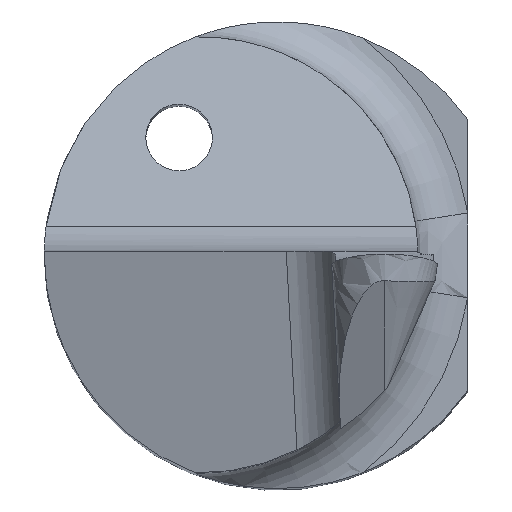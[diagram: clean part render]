
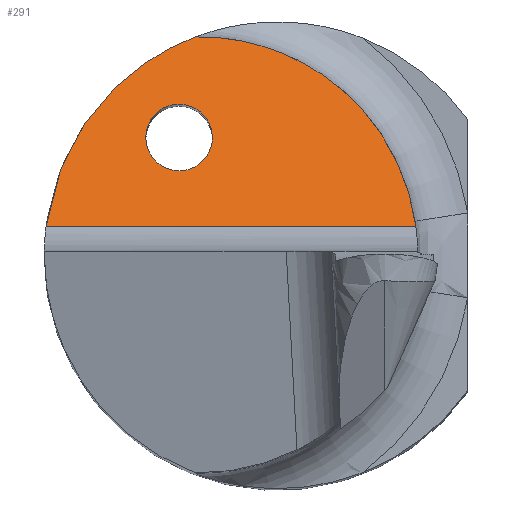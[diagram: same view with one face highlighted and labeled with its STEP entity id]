
A CAD part, top view. The second image highlights one B-rep face of the part: STEP entity #291.
In plain terms, the highlighted planar face has unit normal (0, 0.766, 0.643).
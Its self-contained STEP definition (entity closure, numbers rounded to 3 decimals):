
#1 = CARTESIAN_POINT ( 'NONE',  ( -1.236, 3.274, 16.001 ) ) ;
#24 = PLANE ( 'NONE',  #228 ) ;
#27 = CARTESIAN_POINT ( 'NONE',  ( -0.978, 1.762, 17.803 ) ) ;
#78 = EDGE_LOOP ( 'NONE', ( #1180, #606 ) ) ;
#80 = VERTEX_POINT ( 'NONE', #713 ) ;
#86 = CARTESIAN_POINT ( 'NONE',  ( -0.978, 2.762, 16.611 ) ) ;
#116 = FACE_BOUND ( 'NONE', #78, .T. ) ;
#172 = VERTEX_POINT ( 'NONE', #672 ) ;
#199 = CARTESIAN_POINT ( 'NONE',  ( -3.5, 0.424, 19.397 ) ) ;
#228 = AXIS2_PLACEMENT_3D ( 'NONE', #199, #683, #969 ) ;
#242 = EDGE_CURVE ( 'NONE', #80, #339, #727, .T. ) ;
#256 =( BOUNDED_CURVE ( )  B_SPLINE_CURVE ( 3, ( #408, #720, #1197, #27 ),
 .UNSPECIFIED., .F., .F. ) 
 B_SPLINE_CURVE_WITH_KNOTS ( ( 4, 4 ),
 ( 1.571, 4.712 ),
 .UNSPECIFIED. ) 
 CURVE ( )  GEOMETRIC_REPRESENTATION_ITEM ( )  RATIONAL_B_SPLINE_CURVE ( ( 1., 0.333, 0.333, 1. ) ) 
 REPRESENTATION_ITEM ( '' )  );
#291 = ADVANCED_FACE ( 'NONE', ( #116, #895 ), #24, .F. ) ;
#314 = ORIENTED_EDGE ( 'NONE', *, *, #431, .T. ) ;
#339 = VERTEX_POINT ( 'NONE', #638 ) ;
#382 =( BOUNDED_CURVE ( )  B_SPLINE_CURVE ( 3, ( #1203, #824, #1217, #539 ),
 .UNSPECIFIED., .F., .T. ) 
 B_SPLINE_CURVE_WITH_KNOTS ( ( 4, 4 ),
 ( 6.265, 7.724 ),
 .UNSPECIFIED. ) 
 CURVE ( )  GEOMETRIC_REPRESENTATION_ITEM ( )  RATIONAL_B_SPLINE_CURVE ( ( 1., 0.83, 0.83, 1. ) ) 
 REPRESENTATION_ITEM ( '' )  );
#390 = VECTOR ( 'NONE', #802, 1000. ) ;
#408 = CARTESIAN_POINT ( 'NONE',  ( -1.978, 1.762, 17.803 ) ) ;
#409 = EDGE_CURVE ( 'NONE', #339, #80, #256, .T. ) ;
#426 = LINE ( 'NONE', #808, #390 ) ;
#431 = EDGE_CURVE ( 'NONE', #172, #1216, #426, .T. ) ;
#483 = EDGE_CURVE ( 'NONE', #1099, #1216, #382, .T. ) ;
#489 = CARTESIAN_POINT ( 'NONE',  ( -0.978, 1.762, 17.803 ) ) ;
#517 =( BOUNDED_CURVE ( )  B_SPLINE_CURVE ( 3, ( #725, #833, #1225, #652 ),
 .UNSPECIFIED., .F., .T. ) 
 B_SPLINE_CURVE_WITH_KNOTS ( ( 4, 4 ),
 ( 4.834, 5.922 ),
 .UNSPECIFIED. ) 
 CURVE ( )  GEOMETRIC_REPRESENTATION_ITEM ( )  RATIONAL_B_SPLINE_CURVE ( ( 1., 0.904, 0.904, 1. ) ) 
 REPRESENTATION_ITEM ( '' )  );
#539 = CARTESIAN_POINT ( 'NONE',  ( 2.072, 0.424, 19.397 ) ) ;
#606 = ORIENTED_EDGE ( 'NONE', *, *, #242, .F. ) ;
#638 = CARTESIAN_POINT ( 'NONE',  ( -1.978, 1.762, 17.803 ) ) ;
#639 = EDGE_CURVE ( 'NONE', #172, #1099, #517, .T. ) ;
#652 = CARTESIAN_POINT ( 'NONE',  ( -1.236, 3.274, 16.001 ) ) ;
#672 = CARTESIAN_POINT ( 'NONE',  ( -3.474, 0.424, 19.397 ) ) ;
#683 = DIRECTION ( 'NONE',  ( 0., -0.766, -0.643 ) ) ;
#695 = EDGE_LOOP ( 'NONE', ( #314, #918, #922 ) ) ;
#713 = CARTESIAN_POINT ( 'NONE',  ( -0.978, 1.762, 17.803 ) ) ;
#720 = CARTESIAN_POINT ( 'NONE',  ( -1.978, 0.762, 18.995 ) ) ;
#725 = CARTESIAN_POINT ( 'NONE',  ( -3.474, 0.424, 19.397 ) ) ;
#727 =( BOUNDED_CURVE ( )  B_SPLINE_CURVE ( 3, ( #489, #86, #859, #868 ),
 .UNSPECIFIED., .F., .T. ) 
 B_SPLINE_CURVE_WITH_KNOTS ( ( 4, 4 ),
 ( 4.712, 7.854 ),
 .UNSPECIFIED. ) 
 CURVE ( )  GEOMETRIC_REPRESENTATION_ITEM ( )  RATIONAL_B_SPLINE_CURVE ( ( 1., 0.333, 0.333, 1. ) ) 
 REPRESENTATION_ITEM ( '' )  );
#802 = DIRECTION ( 'NONE',  ( 1., 0., 0. ) ) ;
#808 = CARTESIAN_POINT ( 'NONE',  ( -3.5, 0.424, 19.397 ) ) ;
#824 = CARTESIAN_POINT ( 'NONE',  ( 0.517, 3.307, 15.962 ) ) ;
#833 = CARTESIAN_POINT ( 'NONE',  ( -3.312, 1.751, 17.816 ) ) ;
#859 = CARTESIAN_POINT ( 'NONE',  ( -1.978, 2.762, 16.611 ) ) ;
#868 = CARTESIAN_POINT ( 'NONE',  ( -1.978, 1.762, 17.803 ) ) ;
#895 = FACE_OUTER_BOUND ( 'NONE', #695, .T. ) ;
#918 = ORIENTED_EDGE ( 'NONE', *, *, #483, .F. ) ;
#922 = ORIENTED_EDGE ( 'NONE', *, *, #639, .F. ) ;
#969 = DIRECTION ( 'NONE',  ( 0., 0.643, -0.766 ) ) ;
#1099 = VERTEX_POINT ( 'NONE', #1 ) ;
#1180 = ORIENTED_EDGE ( 'NONE', *, *, #409, .F. ) ;
#1193 = CARTESIAN_POINT ( 'NONE',  ( 2.072, 0.424, 19.397 ) ) ;
#1197 = CARTESIAN_POINT ( 'NONE',  ( -0.978, 0.762, 18.995 ) ) ;
#1203 = CARTESIAN_POINT ( 'NONE',  ( -1.236, 3.274, 16.001 ) ) ;
#1216 = VERTEX_POINT ( 'NONE', #1193 ) ;
#1217 = CARTESIAN_POINT ( 'NONE',  ( 1.845, 2.163, 17.325 ) ) ;
#1225 = CARTESIAN_POINT ( 'NONE',  ( -2.487, 2.802, 16.563 ) ) ;
